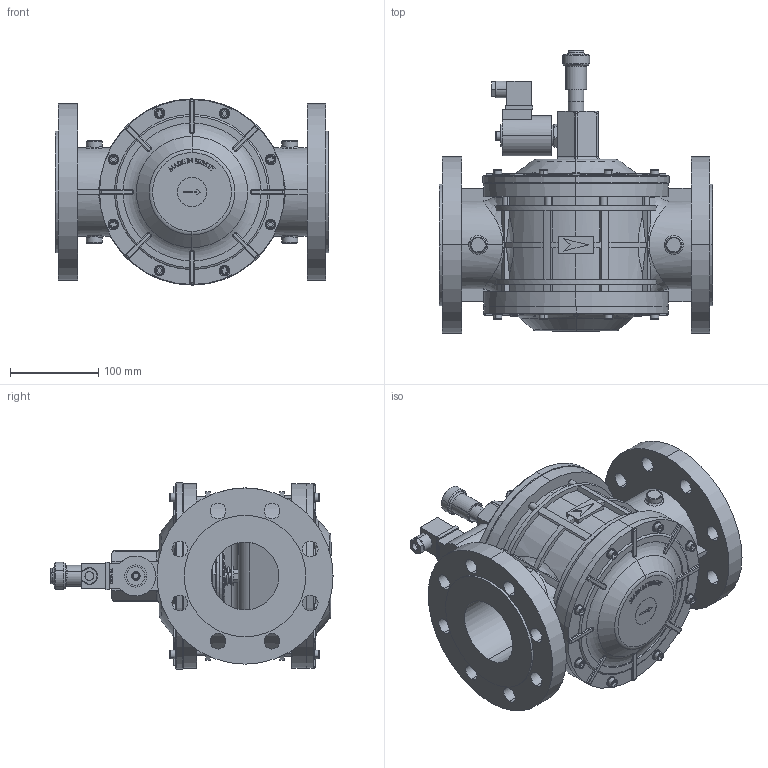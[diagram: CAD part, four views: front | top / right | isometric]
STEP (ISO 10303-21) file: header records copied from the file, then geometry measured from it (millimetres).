
FILE_DESCRIPTION (( 'STEP AP203' ), '1' );
FILE_NAME ('SV80.STEP', '2022-12-01T14:27:46', ( '' ), ( '' ), 'SwSTEP 2.0', 'SolidWorks 2018', '' );
FILE_SCHEMA (( 'CONFIG_CONTROL_DESIGN' ));
Length unit declared in the file: millimetre
Products named in the file (30): 2.14.0029; 2.14.0012; 2.14.0049; 2.14.0023; 2.14.0028; 2.14.0045; 2.14.0025; 2.14.0033; 2.14.0054; 2.14.0044; 2.14.0031; 2.13.0079; 2.14.0020; 2.14.0040; SV80; 2.14.0024; 2.14.0010; 2.14.0022; 2.14.0034; 2.13.0025; 2.14.0039; 2.14.0085; 2.14.0053; 2.14.0035_assembly mode; 2.14.0026; 2.14.0042; 2.14.0030; 2.14.0032; 2.14.0055; 2.14.0052
Assembly tree (62 placements, depth 2):
  SV80
    2.13.0025  x16
    2.13.0079
    2.14.0010
    2.14.0012  x2
    2.14.0020
    2.14.0022
    2.14.0023
    2.14.0024
    2.14.0026  x2
    2.14.0028
    2.14.0029
    2.14.0030
    2.14.0031
    2.14.0032
    2.14.0033  x2
    2.14.0034
    2.14.0035_assembly mode
    2.14.0039
    2.14.0040
    2.14.0042
    2.14.0044
    2.14.0045
    2.14.0049
    2.14.0025
    2.14.0052
    2.14.0053
    2.14.0054
    2.14.0055
    2.14.0085  x16
Bounding box: 310.03 x 320.4 x 211.5 mm (x, y, z)
Volume: 3669942.2 mm3; surface area: 772125.3 mm2
Topology: 62 solids, 62 shells, 2321 faces, 5483 edges, 3364 vertices
Faces by surface type: plane 900, cylinder 762, torus 279, bspline 211, cone 135, sphere 34
Entity records: 79277 total; most frequent: CARTESIAN_POINT 33349, ORIENTED_EDGE 8754, DIRECTION 8753, EDGE_CURVE 4377, AXIS2_PLACEMENT_3D 3407, VERTEX_POINT 2712, EDGE_LOOP 2011, VECTOR 1939
